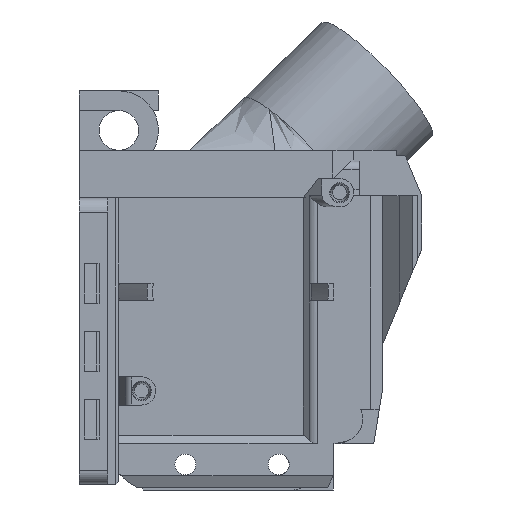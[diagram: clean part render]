
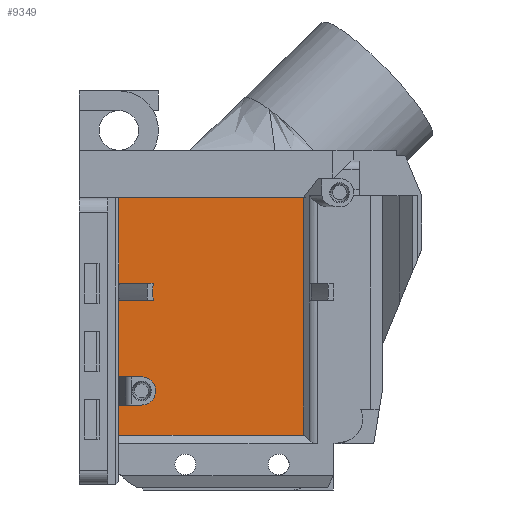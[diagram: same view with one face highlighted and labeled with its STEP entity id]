
A CAD part, left-side view. The second image highlights one B-rep face of the part: STEP entity #9349.
In plain terms, the highlighted planar face has unit normal (-1, 0, 0).
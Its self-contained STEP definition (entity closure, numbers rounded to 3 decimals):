
#126=FACE_BOUND('',#1458,.T.);
#455=PLANE('',#10103);
#928=FACE_OUTER_BOUND('',#1457,.T.);
#1457=EDGE_LOOP('',(#8395,#8396,#8397,#8398,#8399,#8400,#8401,#8402,#8403,
#8404));
#1458=EDGE_LOOP('',(#8405,#8406,#8407,#8408));
#1743=CIRCLE('',#9936,15.5);
#1744=CIRCLE('',#9940,2.5);
#1745=CIRCLE('',#9949,21.5);
#1747=CIRCLE('',#9951,21.5);
#2558=LINE('',#17718,#3506);
#2561=LINE('',#17729,#3509);
#2562=LINE('',#17736,#3510);
#2566=LINE('',#17745,#3514);
#2568=LINE('',#17748,#3516);
#2585=LINE('',#17788,#3533);
#2775=LINE('',#18254,#3723);
#2776=LINE('',#18256,#3724);
#2777=LINE('',#18258,#3725);
#2778=LINE('',#18259,#3726);
#3506=VECTOR('',#11848,10.);
#3509=VECTOR('',#11857,10.);
#3510=VECTOR('',#11860,10.);
#3514=VECTOR('',#11870,10.);
#3516=VECTOR('',#11874,10.);
#3533=VECTOR('',#11911,10.);
#3723=VECTOR('',#12401,10.);
#3724=VECTOR('',#12404,10.);
#3725=VECTOR('',#12405,10.);
#3726=VECTOR('',#12406,10.);
#4499=VERTEX_POINT('',#17716);
#4500=VERTEX_POINT('',#17717);
#4501=VERTEX_POINT('',#17724);
#4502=VERTEX_POINT('',#17728);
#4503=VERTEX_POINT('',#17734);
#4504=VERTEX_POINT('',#17735);
#4505=VERTEX_POINT('',#17740);
#4506=VERTEX_POINT('',#17744);
#4515=VERTEX_POINT('',#17778);
#4517=VERTEX_POINT('',#17782);
#4518=VERTEX_POINT('',#17786);
#4519=VERTEX_POINT('',#17787);
#4639=VERTEX_POINT('',#18252);
#4640=VERTEX_POINT('',#18257);
#5680=EDGE_CURVE('',#4499,#4500,#2558,.T.);
#5683=EDGE_CURVE('',#4501,#4499,#1743,.T.);
#5685=EDGE_CURVE('',#4502,#4501,#2561,.T.);
#5687=EDGE_CURVE('',#4503,#4504,#2562,.T.);
#5690=EDGE_CURVE('',#4505,#4503,#1744,.T.);
#5692=EDGE_CURVE('',#4506,#4505,#2566,.T.);
#5694=EDGE_CURVE('',#4504,#4506,#2568,.T.);
#5710=EDGE_CURVE('',#4515,#4502,#1745,.T.);
#5713=EDGE_CURVE('',#4500,#4517,#1747,.T.);
#5714=EDGE_CURVE('',#4518,#4519,#2585,.T.);
#5953=EDGE_CURVE('',#4518,#4639,#2775,.T.);
#5954=EDGE_CURVE('',#4519,#4517,#2776,.T.);
#5955=EDGE_CURVE('',#4640,#4639,#2777,.T.);
#5956=EDGE_CURVE('',#4640,#4515,#2778,.T.);
#8395=ORIENTED_EDGE('',*,*,#5713,.T.);
#8396=ORIENTED_EDGE('',*,*,#5954,.F.);
#8397=ORIENTED_EDGE('',*,*,#5714,.F.);
#8398=ORIENTED_EDGE('',*,*,#5953,.T.);
#8399=ORIENTED_EDGE('',*,*,#5955,.F.);
#8400=ORIENTED_EDGE('',*,*,#5956,.T.);
#8401=ORIENTED_EDGE('',*,*,#5710,.T.);
#8402=ORIENTED_EDGE('',*,*,#5685,.T.);
#8403=ORIENTED_EDGE('',*,*,#5683,.T.);
#8404=ORIENTED_EDGE('',*,*,#5680,.T.);
#8405=ORIENTED_EDGE('',*,*,#5694,.T.);
#8406=ORIENTED_EDGE('',*,*,#5692,.T.);
#8407=ORIENTED_EDGE('',*,*,#5690,.T.);
#8408=ORIENTED_EDGE('',*,*,#5687,.T.);
#9349=ADVANCED_FACE('',(#928,#126),#455,.T.);
#9936=AXIS2_PLACEMENT_3D('',#17725,#11852,#11853);
#9940=AXIS2_PLACEMENT_3D('',#17741,#11865,#11866);
#9949=AXIS2_PLACEMENT_3D('',#17779,#11902,#11903);
#9951=AXIS2_PLACEMENT_3D('',#17784,#11907,#11908);
#10103=AXIS2_PLACEMENT_3D('',#18255,#12402,#12403);
#11848=DIRECTION('',(0.,1.,0.));
#11852=DIRECTION('center_axis',(-1.,0.,0.));
#11853=DIRECTION('ref_axis',(0.,-1.,0.));
#11857=DIRECTION('',(0.,-1.,0.));
#11860=DIRECTION('',(0.,1.,0.));
#11865=DIRECTION('center_axis',(1.,0.,0.));
#11866=DIRECTION('ref_axis',(0.,-1.,0.));
#11870=DIRECTION('',(0.,-1.,0.));
#11874=DIRECTION('',(0.,0.,1.));
#11902=DIRECTION('center_axis',(1.,0.,0.));
#11903=DIRECTION('ref_axis',(0.,1.,0.));
#11907=DIRECTION('center_axis',(1.,0.,0.));
#11908=DIRECTION('ref_axis',(0.,1.,0.));
#11911=DIRECTION('',(0.,1.,0.));
#12401=DIRECTION('',(0.,0.,1.));
#12402=DIRECTION('center_axis',(-1.,0.,0.));
#12403=DIRECTION('ref_axis',(0.,-1.,0.));
#12404=DIRECTION('',(0.,0.,1.));
#12405=DIRECTION('',(0.,-1.,0.));
#12406=DIRECTION('',(0.,0.,-1.));
#17716=CARTESIAN_POINT('',(-22.,13.927,34.5));
#17717=CARTESIAN_POINT('',(-22.,19.948,34.5));
#17718=CARTESIAN_POINT('',(-22.,1.214,34.5));
#17724=CARTESIAN_POINT('',(-22.,13.927,37.5));
#17725=CARTESIAN_POINT('Origin',(-22.,-1.5,36.));
#17728=CARTESIAN_POINT('',(-22.,19.948,37.5));
#17729=CARTESIAN_POINT('',(-22.,1.716,37.5));
#17734=CARTESIAN_POINT('',(-22.,16.,16.));
#17735=CARTESIAN_POINT('',(-22.,19.9,16.));
#17736=CARTESIAN_POINT('',(-22.,3.5,16.));
#17740=CARTESIAN_POINT('',(-22.,15.751,20.988));
#17741=CARTESIAN_POINT('Origin',(-22.,16.,18.5));
#17744=CARTESIAN_POINT('',(-22.,19.9,20.988));
#17745=CARTESIAN_POINT('',(-22.,-1.968,20.988));
#17748=CARTESIAN_POINT('',(-22.,19.9,36.453));
#17778=CARTESIAN_POINT('',(-22.,20.,36.001));
#17779=CARTESIAN_POINT('Origin',(-22.,-1.5,36.));
#17782=CARTESIAN_POINT('',(-22.,20.,35.999));
#17784=CARTESIAN_POINT('Origin',(-22.,-1.5,36.));
#17786=CARTESIAN_POINT('',(-22.,-12.603,10.711));
#17787=CARTESIAN_POINT('',(-22.,20.,10.711));
#17788=CARTESIAN_POINT('',(-22.,-11.216,10.711));
#18252=CARTESIAN_POINT('',(-22.,-12.603,52.6));
#18254=CARTESIAN_POINT('',(-22.,-12.603,26.869));
#18255=CARTESIAN_POINT('Origin',(-22.,-11.5,32.406));
#18256=CARTESIAN_POINT('',(-22.,20.,18.105));
#18257=CARTESIAN_POINT('',(-22.,20.,52.6));
#18258=CARTESIAN_POINT('',(-22.,-5.125,52.6));
#18259=CARTESIAN_POINT('',(-22.,20.,46.98));
